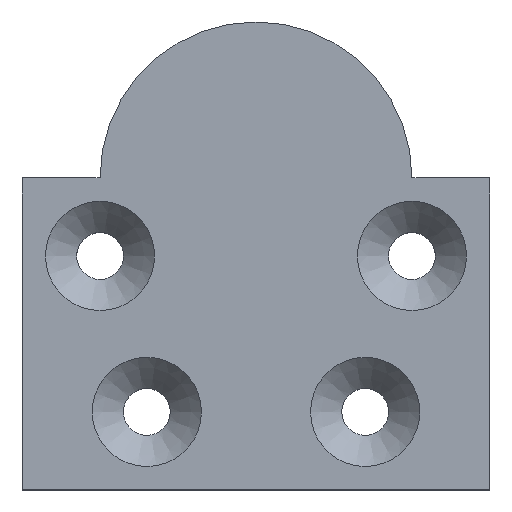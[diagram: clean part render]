
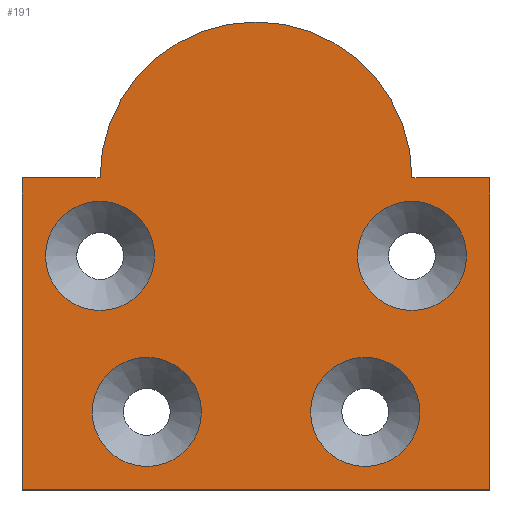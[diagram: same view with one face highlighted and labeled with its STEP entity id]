
A CAD part, top view. The second image highlights one B-rep face of the part: STEP entity #191.
In plain terms, the highlighted planar face has unit normal (0, 0, 1).
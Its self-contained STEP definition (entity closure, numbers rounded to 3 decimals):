
#43=CARTESIAN_POINT('',(6.5,-5.,0.));
#44=VERTEX_POINT('',#43);
#51=CARTESIAN_POINT('',(13.5,-5.,0.));
#52=VERTEX_POINT('',#51);
#53=CARTESIAN_POINT('',(10.,-5.,0.));
#54=DIRECTION('',(1.,0.,0.));
#55=DIRECTION('',(0.,0.,1.));
#56=AXIS2_PLACEMENT_3D('',#53,#55,#54);
#57=CIRCLE('',#56,3.5);
#58=EDGE_CURVE('',#52,#44,#57,.T.);
#60=CARTESIAN_POINT('',(10.,-5.,0.));
#61=DIRECTION('',(-1.,0.,0.));
#62=DIRECTION('',(-0.,0.,1.));
#63=AXIS2_PLACEMENT_3D('',#60,#62,#61);
#64=CIRCLE('',#63,3.5);
#65=EDGE_CURVE('',#44,#52,#64,.T.);
#71=CARTESIAN_POINT('',(0.,-5.,0.));
#72=DIRECTION('',(1.,0.,0.));
#73=DIRECTION('',(0.,0.,1.));
#74=AXIS2_PLACEMENT_3D('',#71,#73,#72);
#75=PLANE('',#74);
#76=CARTESIAN_POINT('',(10.,0.,0.));
#77=VERTEX_POINT('',#76);
#78=CARTESIAN_POINT('',(-10.,0.,0.));
#79=VERTEX_POINT('',#78);
#80=CARTESIAN_POINT('',(0.,0.,0.));
#81=DIRECTION('',(1.,0.,0.));
#82=DIRECTION('',(0.,0.,1.));
#83=AXIS2_PLACEMENT_3D('',#80,#82,#81);
#84=CIRCLE('',#83,10.);
#85=EDGE_CURVE('',#77,#79,#84,.T.);
#86=ORIENTED_EDGE('E12',*,*,#85,.T.);
#87=CARTESIAN_POINT('',(-15.,0.,0.));
#88=VERTEX_POINT('',#87);
#89=CARTESIAN_POINT('',(-10.,0.,0.));
#90=DIRECTION('',(-1.,0.,0.));
#91=VECTOR('',#90,5.);
#92=LINE('',#89,#91);
#93=EDGE_CURVE('',#79,#88,#92,.T.);
#94=ORIENTED_EDGE('E13',*,*,#93,.T.);
#95=CARTESIAN_POINT('',(-15.,-20.,0.));
#96=VERTEX_POINT('',#95);
#97=CARTESIAN_POINT('',(-15.,0.,0.));
#98=DIRECTION('',(0.,-1.,0.));
#99=VECTOR('',#98,20.);
#100=LINE('',#97,#99);
#101=EDGE_CURVE('',#88,#96,#100,.T.);
#102=ORIENTED_EDGE('E14',*,*,#101,.T.);
#103=CARTESIAN_POINT('',(15.,-20.,0.));
#104=VERTEX_POINT('',#103);
#105=CARTESIAN_POINT('',(-15.,-20.,0.));
#106=DIRECTION('',(1.,0.,0.));
#107=VECTOR('',#106,30.);
#108=LINE('',#105,#107);
#109=EDGE_CURVE('',#96,#104,#108,.T.);
#110=ORIENTED_EDGE('E15',*,*,#109,.T.);
#111=CARTESIAN_POINT('',(15.,0.,0.));
#112=VERTEX_POINT('',#111);
#113=CARTESIAN_POINT('',(15.,-20.,0.));
#114=DIRECTION('',(0.,1.,0.));
#115=VECTOR('',#114,20.);
#116=LINE('',#113,#115);
#117=EDGE_CURVE('',#104,#112,#116,.T.);
#118=ORIENTED_EDGE('E16',*,*,#117,.T.);
#119=CARTESIAN_POINT('',(15.,0.,0.));
#120=DIRECTION('',(-1.,0.,0.));
#121=VECTOR('',#120,5.);
#122=LINE('',#119,#121);
#123=EDGE_CURVE('',#112,#77,#122,.T.);
#124=ORIENTED_EDGE('E17',*,*,#123,.T.);
#125=EDGE_LOOP('',(#86,#94,#102,#110,#118,#124));
#126=FACE_OUTER_BOUND('',#125,.T.);
#127=ORIENTED_EDGE('',*,*,#65,.F.);
#128=ORIENTED_EDGE('',*,*,#58,.F.);
#129=EDGE_LOOP('',(#127,#128));
#130=FACE_BOUND('',#129,.T.);
#131=CARTESIAN_POINT('',(-3.5,-15.,0.));
#132=VERTEX_POINT('',#131);
#133=CARTESIAN_POINT('',(-10.5,-15.,0.));
#134=VERTEX_POINT('',#133);
#135=CARTESIAN_POINT('',(-7.,-15.,0.));
#136=DIRECTION('',(1.,0.,0.));
#137=DIRECTION('',(-0.,0.,-1.));
#138=AXIS2_PLACEMENT_3D('',#135,#137,#136);
#139=CIRCLE('',#138,3.5);
#140=EDGE_CURVE('',#132,#134,#139,.T.);
#141=ORIENTED_EDGE('E10',*,*,#140,.T.);
#142=CARTESIAN_POINT('',(-7.,-15.,0.));
#143=DIRECTION('',(-1.,0.,0.));
#144=DIRECTION('',(0.,0.,-1.));
#145=AXIS2_PLACEMENT_3D('',#142,#144,#143);
#146=CIRCLE('',#145,3.5);
#147=EDGE_CURVE('',#134,#132,#146,.T.);
#148=ORIENTED_EDGE('E11',*,*,#147,.T.);
#149=EDGE_LOOP('',(#141,#148));
#150=FACE_BOUND('',#149,.T.);
#151=CARTESIAN_POINT('',(10.5,-15.,0.));
#152=VERTEX_POINT('',#151);
#153=CARTESIAN_POINT('',(3.5,-15.,0.));
#154=VERTEX_POINT('',#153);
#155=CARTESIAN_POINT('',(7.,-15.,0.));
#156=DIRECTION('',(1.,0.,0.));
#157=DIRECTION('',(-0.,0.,-1.));
#158=AXIS2_PLACEMENT_3D('',#155,#157,#156);
#159=CIRCLE('',#158,3.5);
#160=EDGE_CURVE('',#152,#154,#159,.T.);
#161=ORIENTED_EDGE('E8',*,*,#160,.T.);
#162=CARTESIAN_POINT('',(7.,-15.,0.));
#163=DIRECTION('',(-1.,0.,0.));
#164=DIRECTION('',(0.,0.,-1.));
#165=AXIS2_PLACEMENT_3D('',#162,#164,#163);
#166=CIRCLE('',#165,3.5);
#167=EDGE_CURVE('',#154,#152,#166,.T.);
#168=ORIENTED_EDGE('E9',*,*,#167,.T.);
#169=EDGE_LOOP('',(#161,#168));
#170=FACE_BOUND('',#169,.T.);
#171=CARTESIAN_POINT('',(-6.5,-5.,0.));
#172=VERTEX_POINT('',#171);
#173=CARTESIAN_POINT('',(-13.5,-5.,0.));
#174=VERTEX_POINT('',#173);
#175=CARTESIAN_POINT('',(-10.,-5.,0.));
#176=DIRECTION('',(1.,0.,0.));
#177=DIRECTION('',(-0.,0.,-1.));
#178=AXIS2_PLACEMENT_3D('',#175,#177,#176);
#179=CIRCLE('',#178,3.5);
#180=EDGE_CURVE('',#172,#174,#179,.T.);
#181=ORIENTED_EDGE('E6',*,*,#180,.T.);
#182=CARTESIAN_POINT('',(-10.,-5.,0.));
#183=DIRECTION('',(-1.,0.,0.));
#184=DIRECTION('',(0.,0.,-1.));
#185=AXIS2_PLACEMENT_3D('',#182,#184,#183);
#186=CIRCLE('',#185,3.5);
#187=EDGE_CURVE('',#174,#172,#186,.T.);
#188=ORIENTED_EDGE('E7',*,*,#187,.T.);
#189=EDGE_LOOP('',(#181,#188));
#190=FACE_BOUND('',#189,.T.);
#191=ADVANCED_FACE('F2',(#126,#130,#150,#170,#190),#75,.T.);
